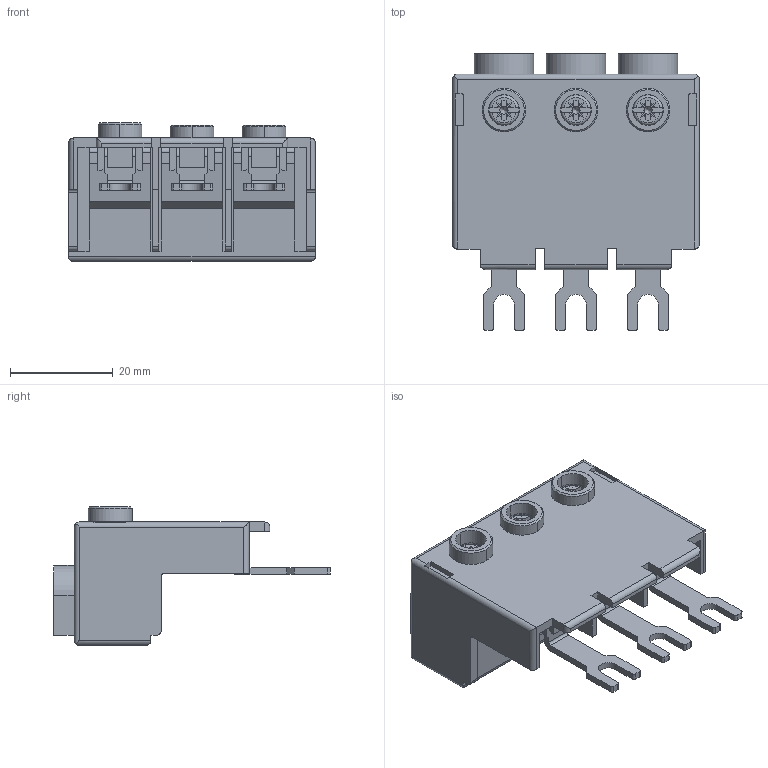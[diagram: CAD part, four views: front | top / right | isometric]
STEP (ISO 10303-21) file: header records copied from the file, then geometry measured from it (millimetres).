
FILE_DESCRIPTION(('FreeCAD Model'),'2;1');
FILE_NAME('3D-KT5-32-A3NH.step', '2020-05-04T10:14:29',('Author'),(''), 'Open CASCADE STEP processor 7.2','FreeCAD','Unknown');
FILE_SCHEMA(('AUTOMOTIVE_DESIGN { 1 0 10303 214 1 1 1 1 }'));
Length unit declared in the file: millimetre
Products named in the file (8): 10004762635_ASM; 10004762631; 10004762632; SOLID002; SHELL002; 10004762632001; 10004762632002; 10004762633002
Assembly tree (13 placements, depth 3):
  10004762635_ASM
    10004762631
    10004762632
      SOLID002
      SHELL002
    10004762632001
      SOLID002
      SHELL002
    10004762632002
      SOLID002
      SHELL002
    10004762633002  x3
Bounding box: 48 x 53.8 x 27 mm (x, y, z)
Volume: 21348.1 mm3; surface area: 14353.1 mm2
Topology: 7 solids, 10 shells, 572 faces, 1560 edges, 1026 vertices
Faces by surface type: plane 385, cylinder 127, cone 48, torus 12
Entity records: 27191 total; most frequent: CARTESIAN_POINT 7181, DIRECTION 3671, LINE 2492, VECTOR 2492, ORIENTED_EDGE 1982, PCURVE 1982, DEFINITIONAL_REPRESENTATION 1982, EDGE_CURVE 992
